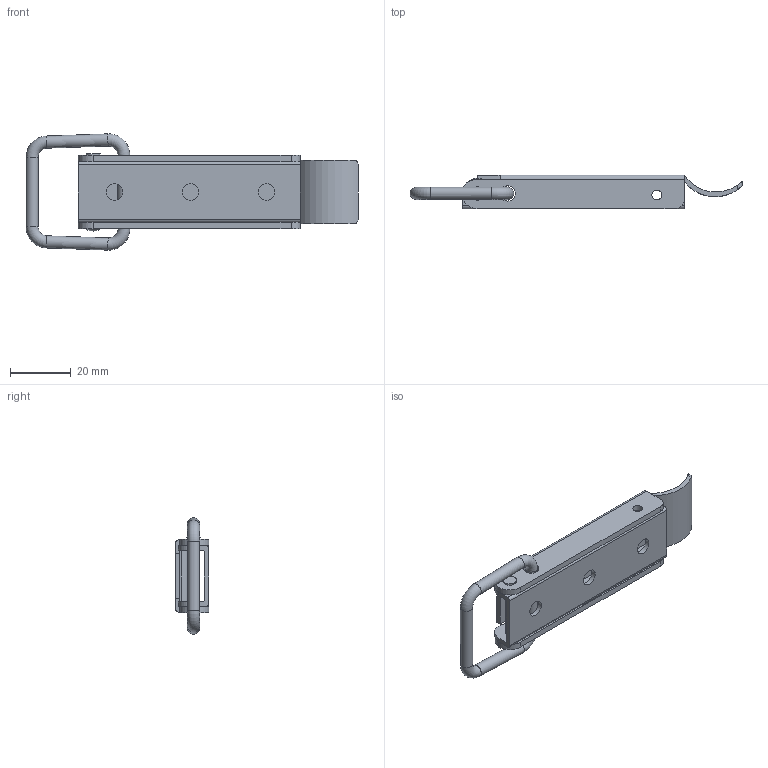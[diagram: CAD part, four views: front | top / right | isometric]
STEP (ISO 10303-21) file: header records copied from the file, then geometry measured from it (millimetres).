
FILE_DESCRIPTION( ( 'STEP AP214' ), '1' );
FILE_NAME( 'K0045.1541092.stp', '2019-05-29T13:18:30', ( '' ), ( '' ), ' ', 'PARTsolutions', ' ' );
FILE_SCHEMA( ( 'AUTOMOTIVE_DESIGN { 1 0 10303 214 1 1 1 1 }' ) );
Length unit declared in the file: millimetre
Products named in the file (4): K0045.1541092_; _K0045_halterStahl1; _K0045_griffEdelstahl3; _K0045_riegelEdelstahl3
Assembly tree (3 placements, depth 2):
  K0045.1541092_
    _K0045_halterStahl1
    _K0045_griffEdelstahl3
    _K0045_riegelEdelstahl3
Bounding box: 109.09 x 11 x 38.19 mm (x, y, z)
Volume: 10618.3 mm3; surface area: 13885.2 mm2
Topology: 3 solids, 3 shells, 96 faces, 261 edges, 172 vertices
Faces by surface type: cylinder 49, plane 42, torus 4, sphere 1
Full cylindrical faces by diameter (mm): 2.8 x5, 3.2 x4, 4 x4, 4.5 x1, 5 x2, 5.4 x3
Entity records: 3815 total; most frequent: CARTESIAN_POINT 607, DIRECTION 507, ORIENTED_EDGE 450, EDGE_CURVE 225, AXIS2_PLACEMENT_3D 193, VERTEX_POINT 161, EDGE_LOOP 147, LINE 121
